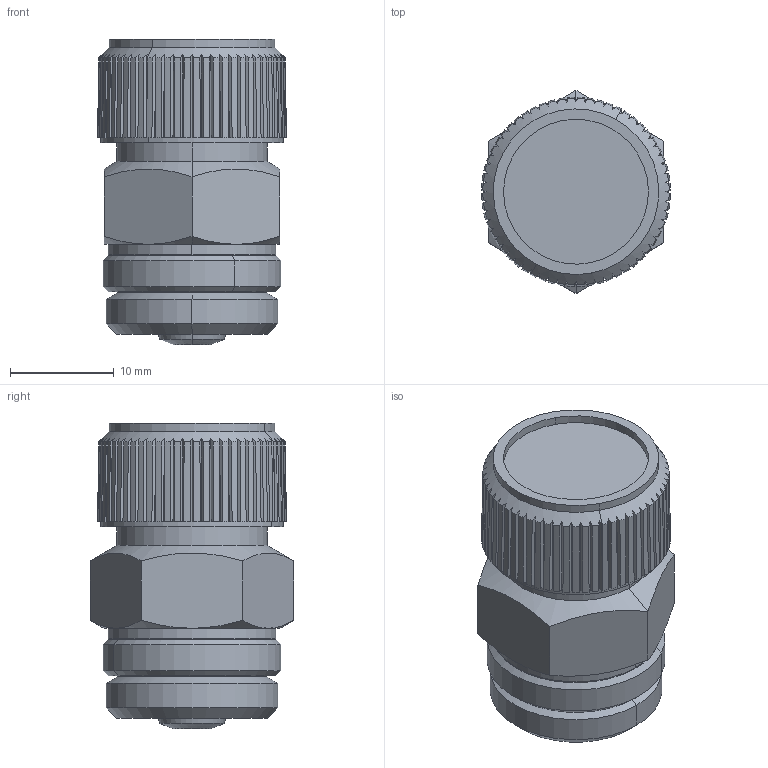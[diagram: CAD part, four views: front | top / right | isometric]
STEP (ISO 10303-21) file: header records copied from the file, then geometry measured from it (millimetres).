
FILE_DESCRIPTION(('CATIA V5 STEP Exchange'),'2;1');
FILE_NAME('STEP_508031_-_TST.stp','2018-07-18T14:04:52+00:00',('none'),('none'),'CATIA Version 5-6 Release 2016 SP4','CATIA V5 STEP AP203','none');
FILE_SCHEMA(('CONFIG_CONTROL_DESIGN'));
Length unit declared in the file: millimetre
Products named in the file (1): 508031 - TST
Bounding box: 18.27 x 19.63 x 29.5 mm (x, y, z)
Volume: 6484.4 mm3; surface area: 2492.6 mm2
Topology: 1 solids, 1 shells, 513 faces, 1298 edges, 796 vertices
Faces by surface type: plane 226, cylinder 199, cone 88
Entity records: 14004 total; most frequent: CARTESIAN_POINT 3210, ORIENTED_EDGE 2596, DIRECTION 1601, EDGE_CURVE 1298, AXIS2_PLACEMENT_3D 885, VERTEX_POINT 796, CIRCLE 632, EDGE_LOOP 522
